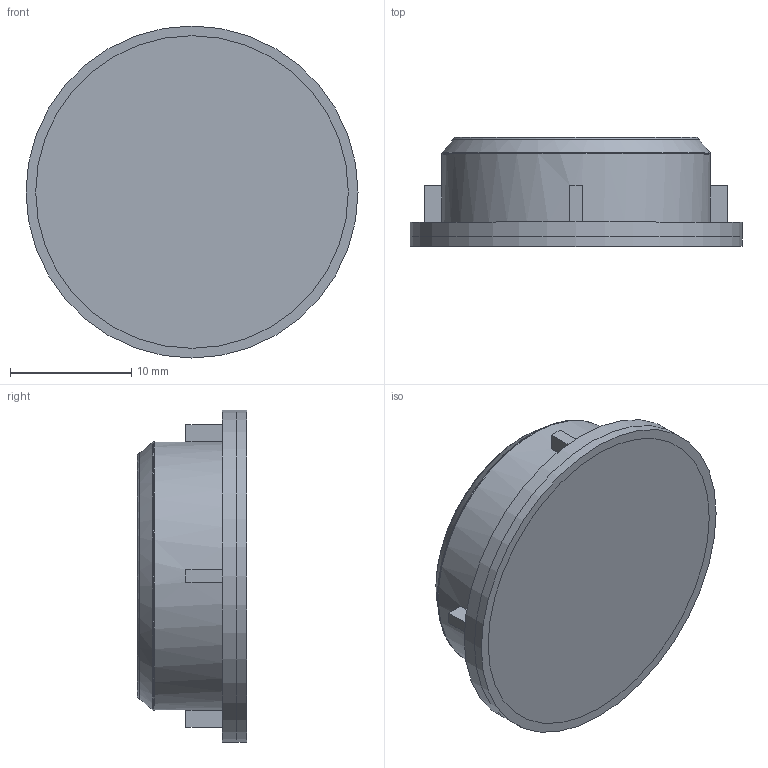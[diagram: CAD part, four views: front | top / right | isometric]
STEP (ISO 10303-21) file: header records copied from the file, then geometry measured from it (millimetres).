
FILE_DESCRIPTION(('FreeCAD Model'),'2;1');
FILE_NAME('Open CASCADE Shape Model','2021-11-05T07:38:18',('Author'),( ''),'Open CASCADE STEP processor 7.5','FreeCAD','Unknown');
FILE_SCHEMA(('AUTOMOTIVE_DESIGN { 1 0 10303 214 1 1 1 1 }'));
Length unit declared in the file: millimetre
Products named in the file (3): BotaoPajero; Fusion; Body
Assembly tree (2 placements, depth 2):
  BotaoPajero
    Fusion
    Body
Bounding box: 27.4 x 9 x 27.4 mm (x, y, z)
Volume: 3304 mm3; surface area: 4476 mm2
Topology: 2 solids, 2 shells, 55 faces, 133 edges, 85 vertices
Faces by surface type: plane 39, cylinder 9, cone 4, bspline 2, torus 1
Full cylindrical faces by diameter (mm): 20 x3, 22.2 x3, 27.4 x3
Entity records: 3903 total; most frequent: CARTESIAN_POINT 1185, DIRECTION 493, LINE 305, VECTOR 305, ORIENTED_EDGE 266, PCURVE 266, DEFINITIONAL_REPRESENTATION 266, EDGE_CURVE 133
